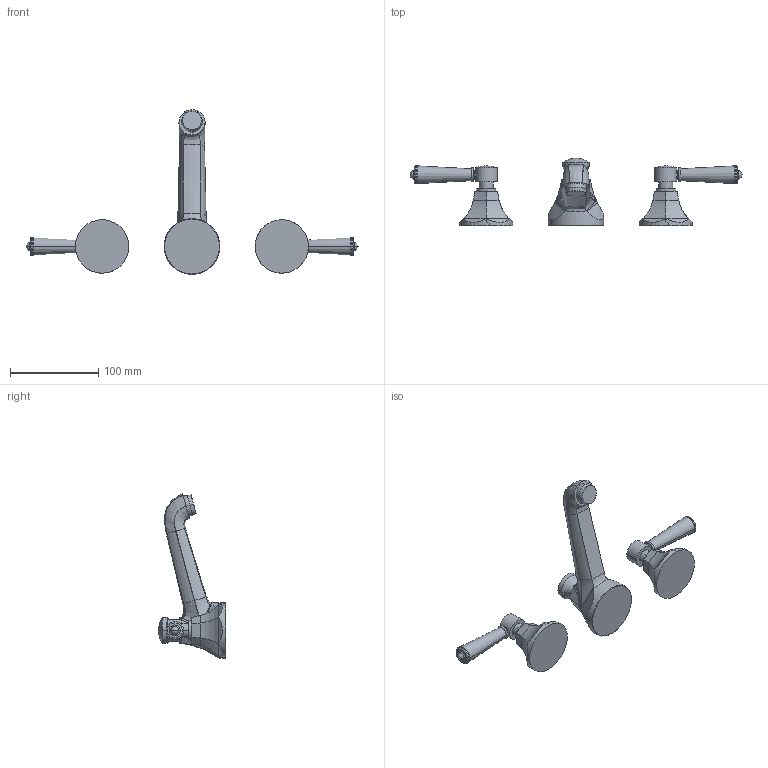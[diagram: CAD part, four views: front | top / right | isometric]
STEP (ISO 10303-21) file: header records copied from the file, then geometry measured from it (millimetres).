
FILE_DESCRIPTION((''),'2;1');
FILE_NAME('1200','2020-11-26T13:31:07',('jinson.thomas'),(''),'CREO PARAMETRIC BY PTC INC, 2018400','CREO PARAMETRIC BY PTC INC, 2018400','');
FILE_SCHEMA(('CONFIG_CONTROL_DESIGN'));
Length unit declared in the file: inch
Products named in the file (1): 1200
Bounding box: 375.56 x 76.33 x 186.2 mm (x, y, z)
Volume: 353332.8 mm3; surface area: 58090.7 mm2
Topology: 3 solids, 5 shells, 213 faces, 481 edges, 283 vertices
Faces by surface type: bspline 61, cylinder 61, plane 43, torus 22, cone 18, sphere 8
Entity records: 9582 total; most frequent: CARTESIAN_POINT 5343, ORIENTED_EDGE 942, DIRECTION 733, EDGE_CURVE 471, AXIS2_PLACEMENT_3D 304, VERTEX_POINT 283, EDGE_LOOP 228, FACE_OUTER_BOUND 213
